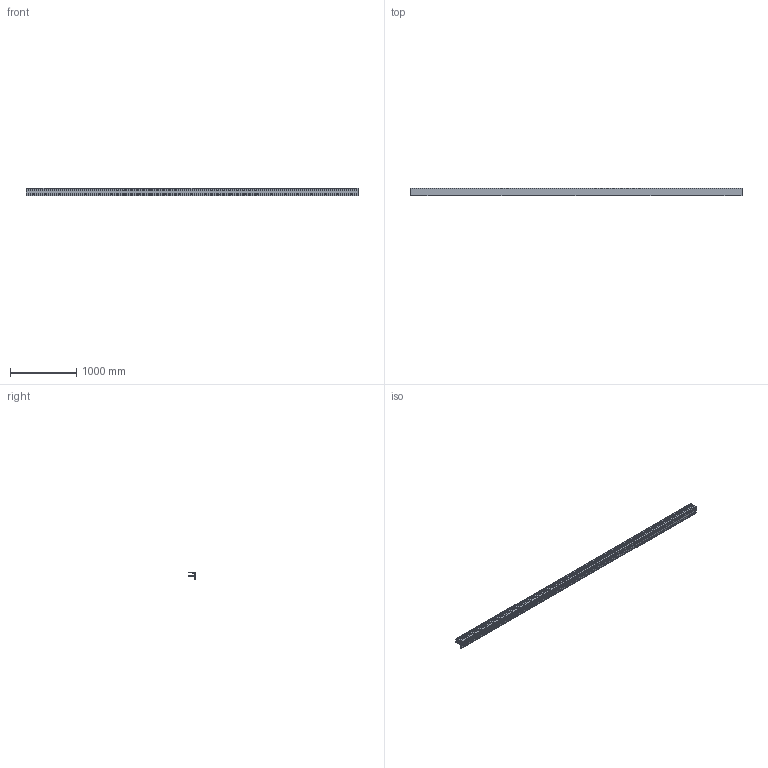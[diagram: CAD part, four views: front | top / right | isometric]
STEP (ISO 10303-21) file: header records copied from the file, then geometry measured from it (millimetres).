
FILE_DESCRIPTION (( 'STEP AP214' ), '1' );
FILE_NAME ('AL_0006-UNO-5000-S-E.STEP', '2023-09-18T13:11:59', ( '' ), ( '' ), 'SwSTEP 2.0', 'SolidWorks 2019', '' );
FILE_SCHEMA (( 'AUTOMOTIVE_DESIGN' ));
Length unit declared in the file: millimetre
Products named in the file (1): AL_0006-UNO-5000-S-E
Bounding box: 5000 x 120 x 115 mm (x, y, z)
Volume: 11145511.5 mm3; surface area: 7104526.2 mm2
Topology: 1 solids, 1 shells, 441 faces, 1365 edges, 908 vertices
Faces by surface type: cylinder 298, plane 143
Entity records: 15969 total; most frequent: CARTESIAN_POINT 3303, ORIENTED_EDGE 2730, DIRECTION 2629, EDGE_CURVE 1365, AXIS2_PLACEMENT_3D 954, VERTEX_POINT 908, VECTOR 721, LINE 721
